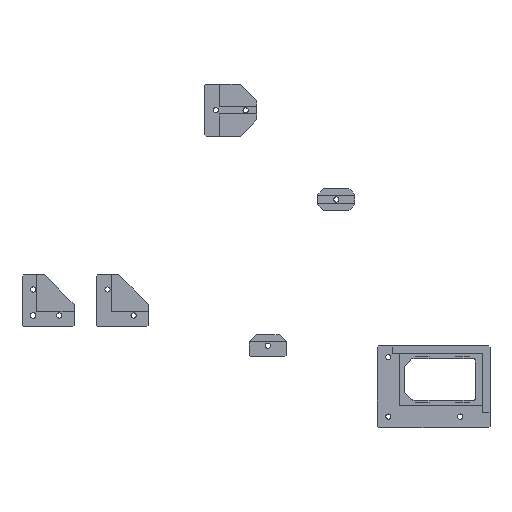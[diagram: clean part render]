
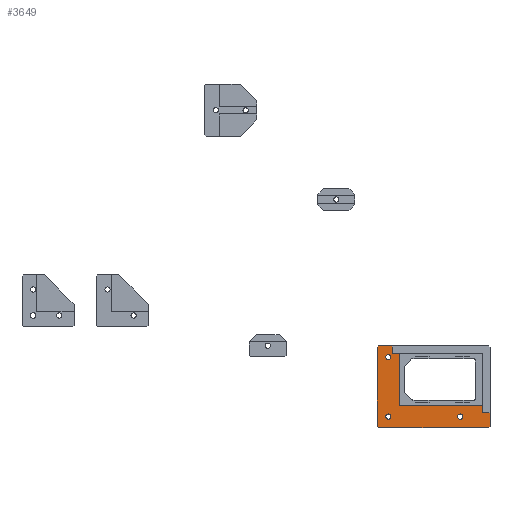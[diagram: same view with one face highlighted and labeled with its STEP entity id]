
A CAD part, top view. The second image highlights one B-rep face of the part: STEP entity #3649.
In plain terms, the highlighted planar face has unit normal (0, 0, 1).
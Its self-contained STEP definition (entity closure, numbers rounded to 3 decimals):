
#57=FACE_BOUND('',#378,.T.);
#58=FACE_BOUND('',#379,.T.);
#59=FACE_BOUND('',#380,.T.);
#93=CIRCLE('',#3871,1.75);
#94=CIRCLE('',#3872,1.75);
#95=CIRCLE('',#3873,1.75);
#163=FACE_OUTER_BOUND('',#377,.T.);
#377=EDGE_LOOP('',(#2474,#2475,#2476,#2477,#2478,#2479,#2480,#2481,#2482,
#2483,#2484,#2485,#2486,#2487,#2488,#2489,#2490));
#378=EDGE_LOOP('',(#2491));
#379=EDGE_LOOP('',(#2492));
#380=EDGE_LOOP('',(#2493));
#618=LINE('',#5153,#1086);
#623=LINE('',#5163,#1091);
#677=LINE('',#5275,#1145);
#678=LINE('',#5278,#1146);
#679=LINE('',#5280,#1147);
#680=LINE('',#5282,#1148);
#681=LINE('',#5284,#1149);
#682=LINE('',#5286,#1150);
#683=LINE('',#5288,#1151);
#684=LINE('',#5290,#1152);
#685=LINE('',#5291,#1153);
#686=LINE('',#5292,#1154);
#687=LINE('',#5294,#1155);
#688=LINE('',#5295,#1156);
#689=LINE('',#5297,#1157);
#690=LINE('',#5299,#1158);
#691=LINE('',#5300,#1159);
#1086=VECTOR('',#4137,10.);
#1091=VECTOR('',#4144,10.);
#1145=VECTOR('',#4218,10.);
#1146=VECTOR('',#4221,10.);
#1147=VECTOR('',#4222,10.);
#1148=VECTOR('',#4223,10.);
#1149=VECTOR('',#4224,10.);
#1150=VECTOR('',#4225,10.);
#1151=VECTOR('',#4226,10.);
#1152=VECTOR('',#4227,10.);
#1153=VECTOR('',#4228,10.);
#1154=VECTOR('',#4229,10.);
#1155=VECTOR('',#4230,10.);
#1156=VECTOR('',#4231,10.);
#1157=VECTOR('',#4232,10.);
#1158=VECTOR('',#4233,10.);
#1159=VECTOR('',#4234,10.);
#1551=VERTEX_POINT('',#5146);
#1554=VERTEX_POINT('',#5151);
#1558=VERTEX_POINT('',#5161);
#1579=VERTEX_POINT('',#5211);
#1590=VERTEX_POINT('',#5236);
#1605=VERTEX_POINT('',#5271);
#1606=VERTEX_POINT('',#5273);
#1607=VERTEX_POINT('',#5277);
#1608=VERTEX_POINT('',#5279);
#1609=VERTEX_POINT('',#5281);
#1610=VERTEX_POINT('',#5283);
#1611=VERTEX_POINT('',#5285);
#1612=VERTEX_POINT('',#5287);
#1613=VERTEX_POINT('',#5289);
#1614=VERTEX_POINT('',#5293);
#1615=VERTEX_POINT('',#5296);
#1616=VERTEX_POINT('',#5298);
#1617=VERTEX_POINT('',#5301);
#1618=VERTEX_POINT('',#5303);
#1619=VERTEX_POINT('',#5305);
#1880=EDGE_CURVE('',#1554,#1551,#618,.T.);
#1885=EDGE_CURVE('',#1554,#1558,#623,.T.);
#1939=EDGE_CURVE('',#1605,#1606,#677,.T.);
#1940=EDGE_CURVE('',#1607,#1605,#678,.T.);
#1941=EDGE_CURVE('',#1606,#1608,#679,.T.);
#1942=EDGE_CURVE('',#1609,#1608,#680,.T.);
#1943=EDGE_CURVE('',#1609,#1610,#681,.T.);
#1944=EDGE_CURVE('',#1611,#1610,#682,.T.);
#1945=EDGE_CURVE('',#1611,#1612,#683,.T.);
#1946=EDGE_CURVE('',#1613,#1612,#684,.T.);
#1947=EDGE_CURVE('',#1613,#1551,#685,.T.);
#1948=EDGE_CURVE('',#1590,#1558,#686,.T.);
#1949=EDGE_CURVE('',#1590,#1614,#687,.T.);
#1950=EDGE_CURVE('',#1579,#1614,#688,.T.);
#1951=EDGE_CURVE('',#1579,#1615,#689,.T.);
#1952=EDGE_CURVE('',#1616,#1615,#690,.T.);
#1953=EDGE_CURVE('',#1607,#1616,#691,.T.);
#1954=EDGE_CURVE('',#1617,#1617,#93,.T.);
#1955=EDGE_CURVE('',#1618,#1618,#94,.T.);
#1956=EDGE_CURVE('',#1619,#1619,#95,.T.);
#2474=ORIENTED_EDGE('',*,*,#1940,.T.);
#2475=ORIENTED_EDGE('',*,*,#1939,.T.);
#2476=ORIENTED_EDGE('',*,*,#1941,.T.);
#2477=ORIENTED_EDGE('',*,*,#1942,.F.);
#2478=ORIENTED_EDGE('',*,*,#1943,.T.);
#2479=ORIENTED_EDGE('',*,*,#1944,.F.);
#2480=ORIENTED_EDGE('',*,*,#1945,.T.);
#2481=ORIENTED_EDGE('',*,*,#1946,.F.);
#2482=ORIENTED_EDGE('',*,*,#1947,.T.);
#2483=ORIENTED_EDGE('',*,*,#1880,.F.);
#2484=ORIENTED_EDGE('',*,*,#1885,.T.);
#2485=ORIENTED_EDGE('',*,*,#1948,.F.);
#2486=ORIENTED_EDGE('',*,*,#1949,.T.);
#2487=ORIENTED_EDGE('',*,*,#1950,.F.);
#2488=ORIENTED_EDGE('',*,*,#1951,.T.);
#2489=ORIENTED_EDGE('',*,*,#1952,.F.);
#2490=ORIENTED_EDGE('',*,*,#1953,.F.);
#2491=ORIENTED_EDGE('',*,*,#1954,.T.);
#2492=ORIENTED_EDGE('',*,*,#1955,.T.);
#2493=ORIENTED_EDGE('',*,*,#1956,.T.);
#3467=PLANE('',#3870);
#3649=ADVANCED_FACE('',(#163,#57,#58,#59),#3467,.F.);
#3870=AXIS2_PLACEMENT_3D('',#5276,#4219,#4220);
#3871=AXIS2_PLACEMENT_3D('',#5302,#4235,#4236);
#3872=AXIS2_PLACEMENT_3D('',#5304,#4237,#4238);
#3873=AXIS2_PLACEMENT_3D('',#5306,#4239,#4240);
#4137=DIRECTION('',(1.,0.,0.));
#4144=DIRECTION('',(0.,1.,0.));
#4218=DIRECTION('',(0.,1.,0.));
#4219=DIRECTION('center_axis',(0.,0.,-1.));
#4220=DIRECTION('ref_axis',(1.,0.,0.));
#4221=DIRECTION('',(-1.,0.,0.));
#4222=DIRECTION('',(-1.,0.,0.));
#4223=DIRECTION('',(0.707,0.707,0.));
#4224=DIRECTION('',(0.,-1.,0.));
#4225=DIRECTION('',(-0.707,0.707,0.));
#4226=DIRECTION('',(1.,0.,0.));
#4227=DIRECTION('',(-0.707,-0.707,0.));
#4228=DIRECTION('',(0.,1.,0.));
#4229=DIRECTION('',(1.,0.,0.));
#4230=DIRECTION('',(-1.,0.,0.));
#4231=DIRECTION('',(1.,0.,0.));
#4232=DIRECTION('',(-1.,0.,0.));
#4233=DIRECTION('',(1.,0.,0.));
#4234=DIRECTION('',(0.,-1.,0.));
#4235=DIRECTION('center_axis',(0.,0.,-1.));
#4236=DIRECTION('ref_axis',(1.,0.,0.));
#4237=DIRECTION('center_axis',(0.,0.,-1.));
#4238=DIRECTION('ref_axis',(1.,0.,0.));
#4239=DIRECTION('center_axis',(0.,0.,-1.));
#4240=DIRECTION('ref_axis',(1.,0.,0.));
#5146=CARTESIAN_POINT('',(60.85,-5.,2.));
#5151=CARTESIAN_POINT('',(55.85,-5.,2.));
#5153=CARTESIAN_POINT('',(40.638,-5.,2.));
#5161=CARTESIAN_POINT('',(55.85,0.,2.));
#5163=CARTESIAN_POINT('',(55.85,12.5,2.));
#5211=CARTESIAN_POINT('',(19.85,0.,2.));
#5236=CARTESIAN_POINT('',(46.85,0.,2.));
#5271=CARTESIAN_POINT('',(-5.,35.,2.));
#5273=CARTESIAN_POINT('',(-5.,40.,2.));
#5275=CARTESIAN_POINT('',(-5.,25.,2.));
#5276=CARTESIAN_POINT('Origin',(22.925,12.5,2.));
#5277=CARTESIAN_POINT('',(0.,35.,2.));
#5278=CARTESIAN_POINT('',(11.463,35.,2.));
#5279=CARTESIAN_POINT('',(-14.,40.,2.));
#5280=CARTESIAN_POINT('',(-15.,40.,2.));
#5281=CARTESIAN_POINT('',(-15.,39.,2.));
#5282=CARTESIAN_POINT('',(-11.894,42.106,2.));
#5283=CARTESIAN_POINT('',(-15.,-14.,2.));
#5284=CARTESIAN_POINT('',(-15.,35.,2.));
#5285=CARTESIAN_POINT('',(-14.,-15.,2.));
#5286=CARTESIAN_POINT('',(-11.894,-17.106,2.));
#5287=CARTESIAN_POINT('',(59.85,-15.,2.));
#5288=CARTESIAN_POINT('',(60.85,-15.,2.));
#5289=CARTESIAN_POINT('',(60.85,-14.,2.));
#5290=CARTESIAN_POINT('',(57.744,-17.106,2.));
#5291=CARTESIAN_POINT('',(60.85,-10.,2.));
#5292=CARTESIAN_POINT('',(11.463,0.,2.));
#5293=CARTESIAN_POINT('',(37.85,0.,2.));
#5294=CARTESIAN_POINT('',(55.85,0.,2.));
#5295=CARTESIAN_POINT('',(11.463,0.,2.));
#5296=CARTESIAN_POINT('',(10.85,0.,2.));
#5297=CARTESIAN_POINT('',(55.85,0.,2.));
#5298=CARTESIAN_POINT('',(0.,0.,2.));
#5299=CARTESIAN_POINT('',(11.463,0.,2.));
#5300=CARTESIAN_POINT('',(0.,23.75,2.));
#5301=CARTESIAN_POINT('',(-9.25,32.5,2.));
#5302=CARTESIAN_POINT('Origin',(-7.5,32.5,2.));
#5303=CARTESIAN_POINT('',(39.1,-7.5,2.));
#5304=CARTESIAN_POINT('Origin',(40.85,-7.5,2.));
#5305=CARTESIAN_POINT('',(-9.25,-7.5,2.));
#5306=CARTESIAN_POINT('Origin',(-7.5,-7.5,2.));
